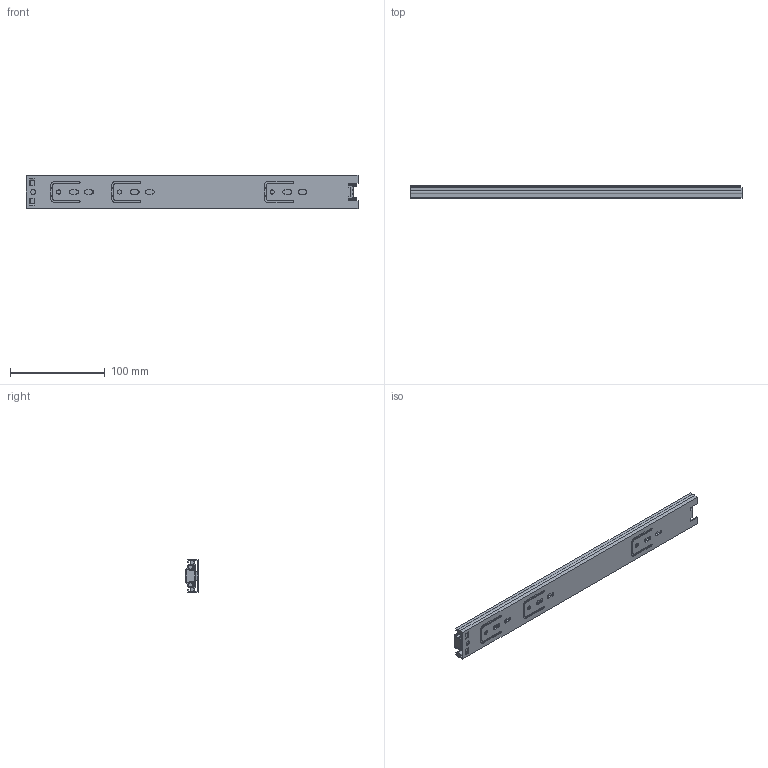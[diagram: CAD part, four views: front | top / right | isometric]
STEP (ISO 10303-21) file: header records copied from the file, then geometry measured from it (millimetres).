
FILE_DESCRIPTION(/* description */ (''),/* implementation_level */ '2;1');
FILE_NAME(/* name */ 'L3-350.stp',/* time_stamp */ '2024-11-13T10:18:01+09:00',/* author */ ('user'),/* organization */ (''),/* preprocessor_version */ 'ST-DEVELOPER v15.6',/* originating_system */ 'Autodesk Inventor 2015',/* authorisation */ '');
FILE_SCHEMA (('AUTOMOTIVE_DESIGN { 1 0 10303 214 3 1 1 }'));
Length unit declared in the file: millimetre
Products named in the file (6): L3-350_1; L3-350_B1; L3-350_2; L3-350_3; L3-350_B2; L3-350
Bounding box: 350 x 12.7 x 34.98 mm (x, y, z)
Volume: 52580.8 mm3; surface area: 101882.8 mm2
Topology: 6 solids, 6 shells, 244 faces, 693 edges, 462 vertices
Faces by surface type: plane 151, cylinder 93
Full cylindrical faces by diameter (mm): 4.3 x3, 4.4 x3, 4.5 x2, 4.9 x1
Entity records: 8165 total; most frequent: CARTESIAN_POINT 1401, DIRECTION 1380, ORIENTED_EDGE 1368, EDGE_CURVE 684, LINE 498, VECTOR 498, VERTEX_POINT 462, AXIS2_PLACEMENT_3D 441
